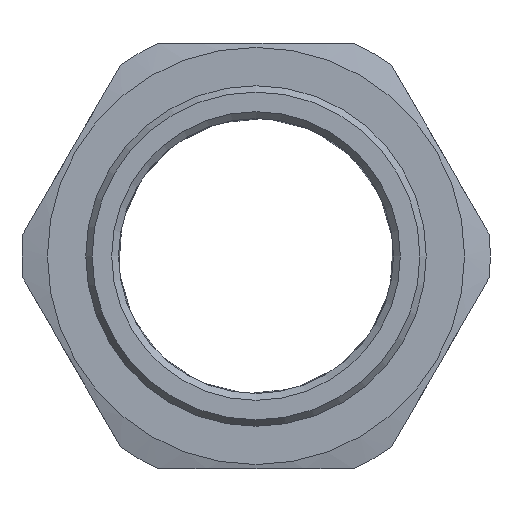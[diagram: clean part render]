
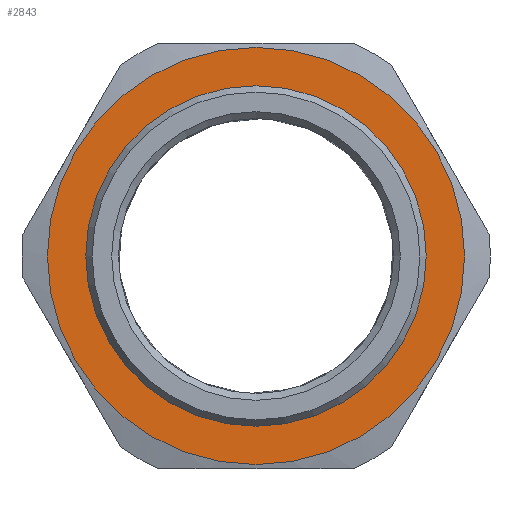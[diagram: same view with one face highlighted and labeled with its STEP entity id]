
A CAD part, left-side view. The second image highlights one B-rep face of the part: STEP entity #2843.
In plain terms, the highlighted planar face has unit normal (-1, 0, 0).
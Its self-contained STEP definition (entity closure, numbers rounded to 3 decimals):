
#181 = EDGE_LOOP ( 'NONE', ( #2847 ) ) ;
#183 = EDGE_LOOP ( 'NONE', ( #3767 ) ) ;
#337 = AXIS2_PLACEMENT_3D ( 'NONE', #3476, #3419, #3417 ) ;
#948 = VERTEX_POINT ( 'NONE', #1861 ) ;
#952 = VERTEX_POINT ( 'NONE', #1863 ) ;
#977 = AXIS2_PLACEMENT_3D ( 'NONE', #3397, #3395, #3392 ) ;
#1004 = AXIS2_PLACEMENT_3D ( 'NONE', #3904, #3839, #3835 ) ;
#1232 = FACE_BOUND ( 'NONE', #181, .T. ) ;
#1241 = FACE_OUTER_BOUND ( 'NONE', #183, .T. ) ;
#1385 = EDGE_CURVE ( 'NONE', #952, #952, #2314, .T. ) ;
#1506 = EDGE_CURVE ( 'NONE', #948, #948, #2193, .T. ) ;
#1861 = CARTESIAN_POINT ( 'NONE',  ( 15.3, 0., -24.5 ) ) ;
#1863 = CARTESIAN_POINT ( 'NONE',  ( 15.3, 0., -20. ) ) ;
#2193 = CIRCLE ( 'NONE', #977, 24.5 ) ;
#2314 = CIRCLE ( 'NONE', #1004, 20. ) ;
#2843 = ADVANCED_FACE ( 'NONE', ( #1241, #1232 ), #3469, .F. ) ;
#2847 = ORIENTED_EDGE ( 'NONE', *, *, #1385, .T. ) ;
#3392 = DIRECTION ( 'NONE',  ( 0., 0., -1. ) ) ;
#3395 = DIRECTION ( 'NONE',  ( 1., 0., 0. ) ) ;
#3397 = CARTESIAN_POINT ( 'NONE',  ( 15.3, 0., 0. ) ) ;
#3417 = DIRECTION ( 'NONE',  ( 0., 0., -1. ) ) ;
#3419 = DIRECTION ( 'NONE',  ( 1., 0., 0. ) ) ;
#3469 = PLANE ( 'NONE',  #337 ) ;
#3476 = CARTESIAN_POINT ( 'NONE',  ( 15.3, 20., 0. ) ) ;
#3767 = ORIENTED_EDGE ( 'NONE', *, *, #1506, .F. ) ;
#3835 = DIRECTION ( 'NONE',  ( 0., 0., -1. ) ) ;
#3839 = DIRECTION ( 'NONE',  ( 1., 0., 0. ) ) ;
#3904 = CARTESIAN_POINT ( 'NONE',  ( 15.3, 0., 0. ) ) ;
